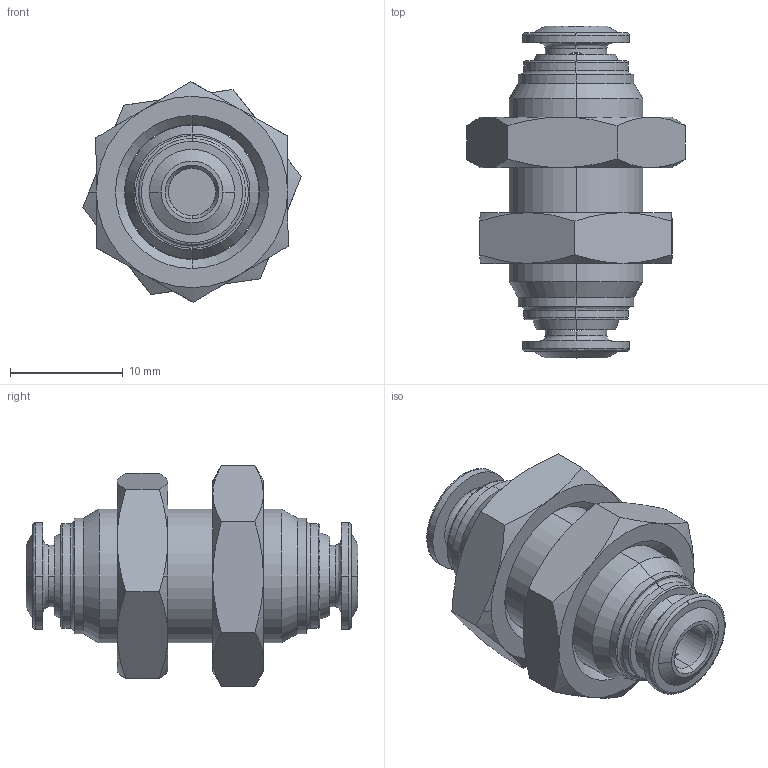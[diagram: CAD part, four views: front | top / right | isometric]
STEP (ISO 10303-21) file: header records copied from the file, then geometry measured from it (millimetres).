
FILE_DESCRIPTION (( 'STEP AP214' ), '1' );
FILE_NAME ('5705000001A.STEP', '2016-12-02T08:15:28', ( '' ), ( '' ), 'SwSTEP 2.0', 'SolidWorks 2016', '' );
FILE_SCHEMA (( 'AUTOMOTIVE_DESIGN' ));
Length unit declared in the file: millimetre
Products named in the file (2): 5705000001A
Bounding box: 19.43 x 29.5 x 19.63 mm (x, y, z)
Volume: 3707.3 mm3; surface area: 2719.2 mm2
Topology: 3 solids, 3 shells, 140 faces, 326 edges, 200 vertices
Faces by surface type: cone 56, plane 42, cylinder 26, bspline 16
Entity records: 5307 total; most frequent: CARTESIAN_POINT 2164, ORIENTED_EDGE 652, DIRECTION 634, EDGE_CURVE 326, AXIS2_PLACEMENT_3D 266, VERTEX_POINT 200, EDGE_LOOP 160, FACE_OUTER_BOUND 140
